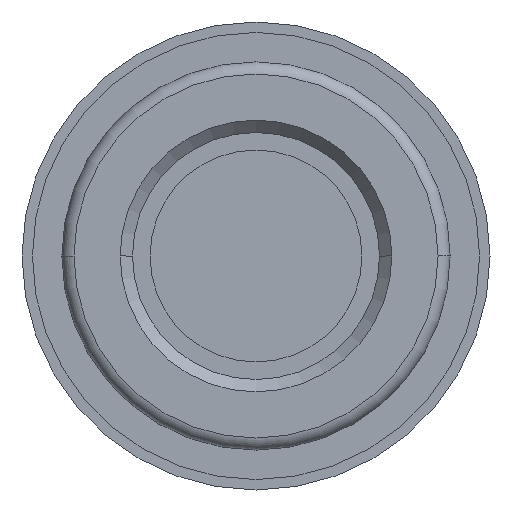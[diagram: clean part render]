
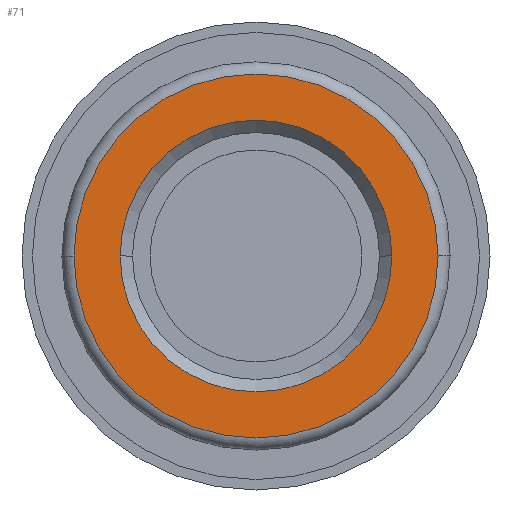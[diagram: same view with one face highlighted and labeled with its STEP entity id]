
A CAD part, front view. The second image highlights one B-rep face of the part: STEP entity #71.
In plain terms, the highlighted planar face has unit normal (0, -1, 0).
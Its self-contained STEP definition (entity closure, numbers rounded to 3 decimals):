
#71=ADVANCED_FACE('',(#173,#174),#175,.T.);
#173=FACE_BOUND('',#312,.T.);
#174=FACE_OUTER_BOUND('',#313,.T.);
#175=PLANE('',#314);
#312=EDGE_LOOP('',(#460,#461));
#313=EDGE_LOOP('',(#462,#463));
#314=AXIS2_PLACEMENT_3D('',#464,#465,#466);
#460=ORIENTED_EDGE('',*,*,#775,.T.);
#461=ORIENTED_EDGE('',*,*,#776,.T.);
#462=ORIENTED_EDGE('',*,*,#777,.T.);
#463=ORIENTED_EDGE('',*,*,#766,.T.);
#464=CARTESIAN_POINT('',(0.0,0.0,0.0));
#465=DIRECTION('',(0.0,-1.0,0.0));
#466=DIRECTION('',(-1.0,0.0,0.0));
#766=EDGE_CURVE('',#893,#890,#894,.T.);
#775=EDGE_CURVE('',#908,#909,#910,.T.);
#776=EDGE_CURVE('',#909,#908,#911,.T.);
#777=EDGE_CURVE('',#890,#893,#912,.T.);
#890=VERTEX_POINT('',#1063);
#893=VERTEX_POINT('',#1067);
#894=CIRCLE('',#1068,7.0);
#908=VERTEX_POINT('',#1085);
#909=VERTEX_POINT('',#1086);
#910=CIRCLE('',#1087,5.225);
#911=CIRCLE('',#1088,5.225);
#912=CIRCLE('',#1089,7.0);
#1063=CARTESIAN_POINT('',(7.0,0.0,0.0));
#1067=CARTESIAN_POINT('',(-7.0,0.0,0.));
#1068=AXIS2_PLACEMENT_3D('',#1257,#1258,#1259);
#1085=CARTESIAN_POINT('',(-5.225,0.0,0.));
#1086=CARTESIAN_POINT('',(5.225,0.0,0.));
#1087=AXIS2_PLACEMENT_3D('',#1272,#1273,#1274);
#1088=AXIS2_PLACEMENT_3D('',#1275,#1276,#1277);
#1089=AXIS2_PLACEMENT_3D('',#1278,#1279,#1280);
#1257=CARTESIAN_POINT('',(0.0,0.0,0.0));
#1258=DIRECTION('',(0.0,-1.0,0.0));
#1259=DIRECTION('',(1.0,0.0,0.0));
#1272=CARTESIAN_POINT('',(0.0,0.0,0.0));
#1273=DIRECTION('',(-0.0,1.0,0.0));
#1274=DIRECTION('',(1.0,0.0,0.0));
#1275=CARTESIAN_POINT('',(0.0,0.0,0.0));
#1276=DIRECTION('',(-0.0,1.0,0.0));
#1277=DIRECTION('',(1.0,0.0,0.0));
#1278=CARTESIAN_POINT('',(0.0,0.0,0.0));
#1279=DIRECTION('',(0.0,-1.0,0.0));
#1280=DIRECTION('',(1.0,0.0,0.0));
